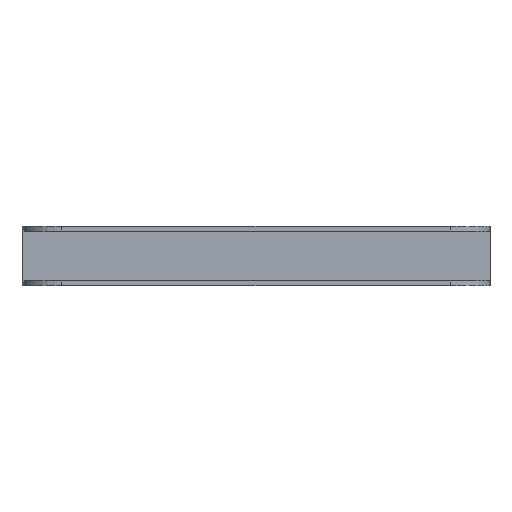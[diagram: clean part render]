
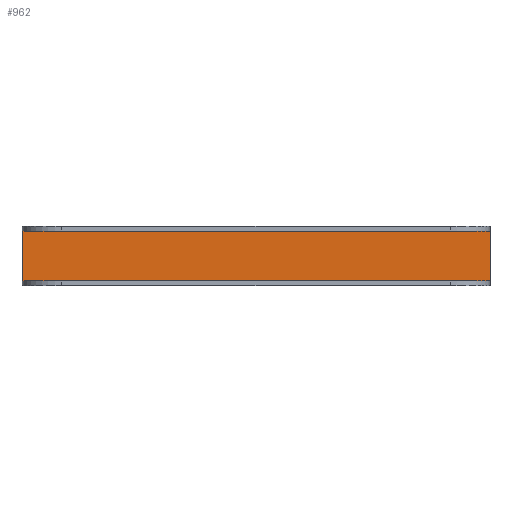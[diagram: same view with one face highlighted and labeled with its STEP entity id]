
A CAD part, top view. The second image highlights one B-rep face of the part: STEP entity #962.
In plain terms, the highlighted planar face has unit normal (0, 0, 1).
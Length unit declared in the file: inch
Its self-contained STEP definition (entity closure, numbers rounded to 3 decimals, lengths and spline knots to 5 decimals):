
#3 = CARTESIAN_POINT ( 'NONE',  ( -11.34944, 0.125, 0.125 ) ) ;
#19 = CARTESIAN_POINT ( 'NONE',  ( -11.34944, 1.375, 0.125 ) ) ;
#37 = LINE ( 'NONE', #19, #1052 ) ;
#39 = EDGE_LOOP ( 'NONE', ( #977, #267, #391, #484 ) ) ;
#53 = LINE ( 'NONE', #272, #557 ) ;
#69 = LINE ( 'NONE', #629, #291 ) ;
#199 = DIRECTION ( 'NONE',  ( 0., 0., -1. ) ) ;
#264 = DIRECTION ( 'NONE',  ( -1., 0., 0. ) ) ;
#265 = EDGE_CURVE ( 'NONE', #711, #1038, #37, .T. ) ;
#267 = ORIENTED_EDGE ( 'NONE', *, *, #1225, .F. ) ;
#272 = CARTESIAN_POINT ( 'NONE',  ( -11.34944, 0.125, 0.125 ) ) ;
#291 = VECTOR ( 'NONE', #350, 39.37008 ) ;
#294 = LINE ( 'NONE', #480, #750 ) ;
#295 = AXIS2_PLACEMENT_3D ( 'NONE', #583, #199, #380 ) ;
#304 = VERTEX_POINT ( 'NONE', #710 ) ;
#307 = PLANE ( 'NONE',  #295 ) ;
#315 = FACE_OUTER_BOUND ( 'NONE', #39, .T. ) ;
#350 = DIRECTION ( 'NONE',  ( 0., -1., 0. ) ) ;
#380 = DIRECTION ( 'NONE',  ( 0., 1., 0. ) ) ;
#391 = ORIENTED_EDGE ( 'NONE', *, *, #536, .F. ) ;
#438 = EDGE_CURVE ( 'NONE', #1038, #304, #69, .T. ) ;
#480 = CARTESIAN_POINT ( 'NONE',  ( -11.34944, 1.375, 0.125 ) ) ;
#484 = ORIENTED_EDGE ( 'NONE', *, *, #265, .T. ) ;
#496 = CARTESIAN_POINT ( 'NONE',  ( -11.34944, 1.375, 0.125 ) ) ;
#536 = EDGE_CURVE ( 'NONE', #711, #604, #294, .T. ) ;
#557 = VECTOR ( 'NONE', #264, 39.37008 ) ;
#583 = CARTESIAN_POINT ( 'NONE',  ( -11.34944, 1.375, 0.125 ) ) ;
#589 = DIRECTION ( 'NONE',  ( -1., 0., 0. ) ) ;
#604 = VERTEX_POINT ( 'NONE', #3 ) ;
#629 = CARTESIAN_POINT ( 'NONE',  ( -23.09944, 1.375, 0.125 ) ) ;
#710 = CARTESIAN_POINT ( 'NONE',  ( -23.09944, 0.125, 0.125 ) ) ;
#711 = VERTEX_POINT ( 'NONE', #496 ) ;
#716 = CARTESIAN_POINT ( 'NONE',  ( -23.09944, 1.375, 0.125 ) ) ;
#750 = VECTOR ( 'NONE', #760, 39.37008 ) ;
#760 = DIRECTION ( 'NONE',  ( 0., -1., 0. ) ) ;
#962 = ADVANCED_FACE ( 'NONE', ( #315 ), #307, .F. ) ;
#977 = ORIENTED_EDGE ( 'NONE', *, *, #438, .T. ) ;
#1038 = VERTEX_POINT ( 'NONE', #716 ) ;
#1052 = VECTOR ( 'NONE', #589, 39.37008 ) ;
#1225 = EDGE_CURVE ( 'NONE', #604, #304, #53, .T. ) ;
